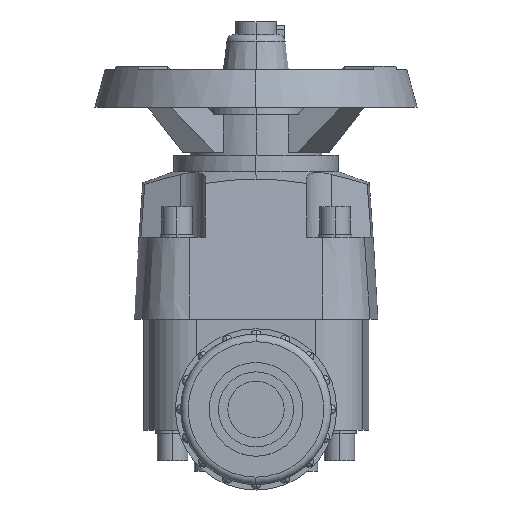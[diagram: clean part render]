
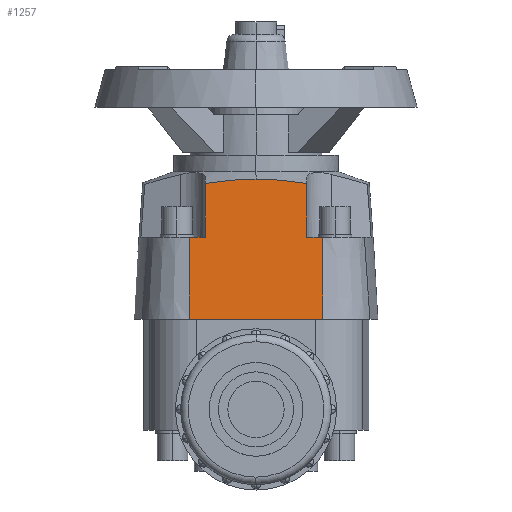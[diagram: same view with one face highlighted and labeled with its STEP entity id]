
A CAD part, left-side view. The second image highlights one B-rep face of the part: STEP entity #1257.
In plain terms, the highlighted planar face has unit normal (-0.998, 0, 0.07).
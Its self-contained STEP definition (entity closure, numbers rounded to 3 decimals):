
#1257=ADVANCED_FACE('',(#2592),#2593,.T.);
#2592=FACE_OUTER_BOUND('',#3978,.T.);
#2593=PLANE('',#3979);
#3978=EDGE_LOOP('',(#7686,#7687,#7688,#7689,#7690,#7691,#7692,#7693,#7694));
#3979=AXIS2_PLACEMENT_3D('',#7695,#7696,#7697);
#7686=ORIENTED_EDGE('',*,*,#9554,.T.);
#7687=ORIENTED_EDGE('',*,*,#8219,.T.);
#7688=ORIENTED_EDGE('',*,*,#9552,.T.);
#7689=ORIENTED_EDGE('',*,*,#9580,.T.);
#7690=ORIENTED_EDGE('',*,*,#9568,.T.);
#7691=ORIENTED_EDGE('',*,*,#9583,.F.);
#7692=ORIENTED_EDGE('',*,*,#9424,.T.);
#7693=ORIENTED_EDGE('',*,*,#9603,.T.);
#7694=ORIENTED_EDGE('',*,*,#9564,.T.);
#7695=CARTESIAN_POINT('',(-30.0,-17.737,24.025));
#7696=DIRECTION('',(-0.998,0.0,0.07));
#7697=DIRECTION('',(0.0,-1.0,0.0));
#8219=EDGE_CURVE('',#9830,#9828,#9831,.T.);
#9424=EDGE_CURVE('',#11630,#11628,#11631,.T.);
#9552=EDGE_CURVE('',#9828,#11785,#11787,.T.);
#9554=EDGE_CURVE('',#11789,#9830,#11790,.T.);
#9564=EDGE_CURVE('',#11803,#11789,#11804,.T.);
#9568=EDGE_CURVE('',#11809,#11810,#11811,.T.);
#9580=EDGE_CURVE('',#11785,#11809,#11827,.T.);
#9583=EDGE_CURVE('',#11630,#11810,#11830,.T.);
#9603=EDGE_CURVE('',#11628,#11803,#11854,.T.);
#9828=VERTEX_POINT('',#12538);
#9830=VERTEX_POINT('',#12541);
#9831=(B_SPLINE_CURVE(2,(#12543,#12544,#12545),.UNSPECIFIED.,.F.,.F.)B_SPLINE_CURVE_WITH_KNOTS((3,3),(0.0,131.629),.UNSPECIFIED.)RATIONAL_B_SPLINE_CURVE((1.0,2.596,1.0))BOUNDED_CURVE()REPRESENTATION_ITEM('')GEOMETRIC_REPRESENTATION_ITEM()CURVE());
#11628=VERTEX_POINT('',#15650);
#11630=VERTEX_POINT('',#15652);
#11631=LINE('',#15653,#15654);
#11785=VERTEX_POINT('',#15917);
#11787=(B_SPLINE_CURVE(2,(#15929,#15930,#15931),.UNSPECIFIED.,.F.,.F.)B_SPLINE_CURVE_WITH_KNOTS((3,3),(0.0,131.629),.UNSPECIFIED.)RATIONAL_B_SPLINE_CURVE((1.0,2.596,1.0))BOUNDED_CURVE()REPRESENTATION_ITEM('')GEOMETRIC_REPRESENTATION_ITEM()CURVE());
#11789=VERTEX_POINT('',#15939);
#11790=LINE('',#15940,#15941);
#11803=VERTEX_POINT('',#15967);
#11804=LINE('',#15968,#15969);
#11809=VERTEX_POINT('',#15974);
#11810=VERTEX_POINT('',#15975);
#11811=LINE('',#15976,#15977);
#11827=LINE('',#16006,#16007);
#11830=LINE('',#16011,#16012);
#11854=LINE('',#16052,#16053);
#12538=CARTESIAN_POINT('',(-27.386,0.,61.408));
#12541=CARTESIAN_POINT('',(-27.468,-13.5,60.235));
#12543=CARTESIAN_POINT('',(-28.472,-63.948,45.883));
#12544=CARTESIAN_POINT('',(-26.968,0.0,67.389));
#12545=CARTESIAN_POINT('',(-28.472,63.948,45.883));
#15650=CARTESIAN_POINT('',(-30.0,-17.737,24.025));
#15652=CARTESIAN_POINT('',(-30.,17.737,24.025));
#15653=CARTESIAN_POINT('',(-30.0,17.737,24.025));
#15654=VECTOR('',#18271,1.0);
#15917=CARTESIAN_POINT('',(-27.468,13.5,60.235));
#15929=CARTESIAN_POINT('',(-28.472,-63.948,45.883));
#15930=CARTESIAN_POINT('',(-26.968,0.0,67.389));
#15931=CARTESIAN_POINT('',(-28.472,63.948,45.883));
#15939=CARTESIAN_POINT('',(-28.472,-13.5,45.883));
#15940=CARTESIAN_POINT('',(-27.709,-13.5,56.782));
#15941=VECTOR('',#18453,1.0);
#15967=CARTESIAN_POINT('',(-28.472,-17.737,45.883));
#15968=CARTESIAN_POINT('',(-28.472,-21.048,45.883));
#15969=VECTOR('',#18461,1.0);
#15974=CARTESIAN_POINT('',(-28.472,13.5,45.883));
#15975=CARTESIAN_POINT('',(-28.472,17.737,45.883));
#15976=CARTESIAN_POINT('',(-28.472,3.31,45.883));
#15977=VECTOR('',#18468,1.0);
#16006=CARTESIAN_POINT('',(-29.23,13.5,35.03));
#16007=VECTOR('',#18482,1.0);
#16011=CARTESIAN_POINT('',(-30.,17.737,24.025));
#16012=VECTOR('',#18484,1.0);
#16052=CARTESIAN_POINT('',(-30.0,-17.737,24.025));
#16053=VECTOR('',#18501,1.0);
#18271=DIRECTION('',(0.0,-1.0,0.0));
#18453=DIRECTION('',(0.07,-0.0,0.998));
#18461=DIRECTION('',(0.0,1.0,0.0));
#18468=DIRECTION('',(0.0,1.0,-0.0));
#18482=DIRECTION('',(-0.07,-0.0,-0.998));
#18484=DIRECTION('',(0.07,0.,0.998));
#18501=DIRECTION('',(0.07,0.0,0.998));
